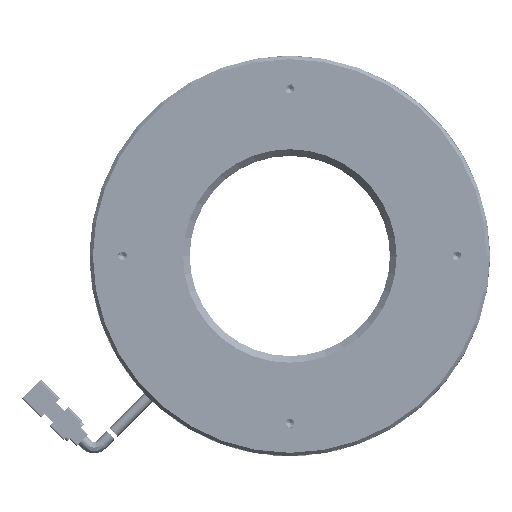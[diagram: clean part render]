
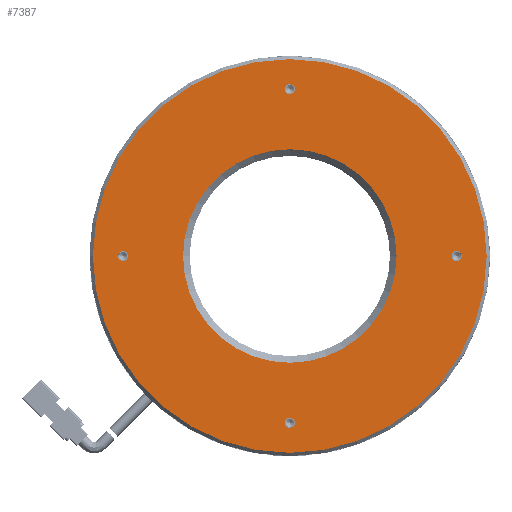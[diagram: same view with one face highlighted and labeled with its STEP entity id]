
A CAD part, front view. The second image highlights one B-rep face of the part: STEP entity #7387.
In plain terms, the highlighted planar face has unit normal (0, -1, 0).
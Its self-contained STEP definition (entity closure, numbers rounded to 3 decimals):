
#1012 = VERTEX_POINT ( 'NONE', #174579 ) ;
#1268 = DIRECTION ( 'NONE',  ( 0., -1., 0. ) ) ;
#4455 = CARTESIAN_POINT ( 'NONE',  ( 16.276, 5.349, 14.162 ) ) ;
#7346 = DIRECTION ( 'NONE',  ( 0., 0., -1. ) ) ;
#7387 = ADVANCED_FACE ( 'NONE', ( #82938, #134987, #238763, #30989, #232636, #37145 ), #110995, .F. ) ;
#7444 = AXIS2_PLACEMENT_3D ( 'NONE', #157778, #40621, #177312 ) ;
#9343 = EDGE_CURVE ( 'NONE', #181371, #175985, #194973, .T. ) ;
#11123 = CIRCLE ( 'NONE', #228200, 1.5 ) ;
#11451 = CARTESIAN_POINT ( 'NONE',  ( -33.724, 5.349, -35.838 ) ) ;
#21118 = CARTESIAN_POINT ( 'NONE',  ( -33.724, 5.349, -17.838 ) ) ;
#21168 = CARTESIAN_POINT ( 'NONE',  ( -33.724, 5.349, 14.162 ) ) ;
#24115 = DIRECTION ( 'NONE',  ( 0., 0., -1. ) ) ;
#29902 = AXIS2_PLACEMENT_3D ( 'NONE', #111391, #247899, #131013 ) ;
#30989 = FACE_BOUND ( 'NONE', #61287, .T. ) ;
#31089 = DIRECTION ( 'NONE',  ( 0., 0., -1. ) ) ;
#31482 = CARTESIAN_POINT ( 'NONE',  ( -33.724, 5.349, -35.838 ) ) ;
#35138 = DIRECTION ( 'NONE',  ( 0., 1., 0. ) ) ;
#37145 = FACE_BOUND ( 'NONE', #181224, .T. ) ;
#40621 = DIRECTION ( 'NONE',  ( 0., -1., 0. ) ) ;
#40783 = VERTEX_POINT ( 'NONE', #160686 ) ;
#40818 = DIRECTION ( 'NONE',  ( 0., 0., 1. ) ) ;
#45505 = VERTEX_POINT ( 'NONE', #54097 ) ;
#45640 = AXIS2_PLACEMENT_3D ( 'NONE', #152243, #35138, #171852 ) ;
#47304 = EDGE_CURVE ( 'NONE', #210000, #101248, #87680, .T. ) ;
#51125 = DIRECTION ( 'NONE',  ( 0., 0., -1. ) ) ;
#54097 = CARTESIAN_POINT ( 'NONE',  ( -83.724, 5.349, 15.662 ) ) ;
#54332 = CARTESIAN_POINT ( 'NONE',  ( -33.724, 5.349, 46.162 ) ) ;
#61287 = EDGE_LOOP ( 'NONE', ( #237606, #247864 ) ) ;
#67829 = EDGE_LOOP ( 'NONE', ( #244660, #200051 ) ) ;
#72430 = DIRECTION ( 'NONE',  ( 0., 1., 0. ) ) ;
#79502 = VERTEX_POINT ( 'NONE', #21118 ) ;
#80571 = AXIS2_PLACEMENT_3D ( 'NONE', #241319, #124391, #7346 ) ;
#80664 = CARTESIAN_POINT ( 'NONE',  ( -33.724, 5.349, 62.662 ) ) ;
#82461 = ORIENTED_EDGE ( 'NONE', *, *, #47304, .F. ) ;
#82938 = FACE_BOUND ( 'NONE', #226598, .T. ) ;
#83745 = CARTESIAN_POINT ( 'NONE',  ( 16.276, 5.349, 15.662 ) ) ;
#85661 = CIRCLE ( 'NONE', #108345, 1.5 ) ;
#87680 = CIRCLE ( 'NONE', #140613, 1.5 ) ;
#91261 = CARTESIAN_POINT ( 'NONE',  ( -33.724, 5.349, -37.338 ) ) ;
#91438 = CARTESIAN_POINT ( 'NONE',  ( 16.276, 5.349, 14.162 ) ) ;
#91738 = DIRECTION ( 'NONE',  ( 0., -1., 0. ) ) ;
#92597 = DIRECTION ( 'NONE',  ( 0., -1., 0. ) ) ;
#98769 = CARTESIAN_POINT ( 'NONE',  ( -33.724, 5.349, 65.662 ) ) ;
#99103 = AXIS2_PLACEMENT_3D ( 'NONE', #21168, #157978, #40818 ) ;
#101248 = VERTEX_POINT ( 'NONE', #220377 ) ;
#103595 = EDGE_CURVE ( 'NONE', #235873, #79502, #160078, .T. ) ;
#104310 = CIRCLE ( 'NONE', #152775, 1.5 ) ;
#107698 = ORIENTED_EDGE ( 'NONE', *, *, #220998, .F. ) ;
#108345 = AXIS2_PLACEMENT_3D ( 'NONE', #11451, #148138, #31089 ) ;
#110995 = PLANE ( 'NONE',  #134357 ) ;
#111142 = DIRECTION ( 'NONE',  ( 0., 0., -1. ) ) ;
#111391 = CARTESIAN_POINT ( 'NONE',  ( -33.724, 5.349, 64.162 ) ) ;
#112591 = ORIENTED_EDGE ( 'NONE', *, *, #218861, .F. ) ;
#114619 = CIRCLE ( 'NONE', #99103, 59. ) ;
#118350 = CARTESIAN_POINT ( 'NONE',  ( -83.724, 5.349, 14.162 ) ) ;
#121122 = AXIS2_PLACEMENT_3D ( 'NONE', #118350, #1268, #138052 ) ;
#121722 = VERTEX_POINT ( 'NONE', #240366 ) ;
#124391 = DIRECTION ( 'NONE',  ( 0., -1., 0. ) ) ;
#131013 = DIRECTION ( 'NONE',  ( 0., 0., -1. ) ) ;
#132728 = AXIS2_PLACEMENT_3D ( 'NONE', #91438, #227937, #111142 ) ;
#134357 = AXIS2_PLACEMENT_3D ( 'NONE', #189519, #72430, #208969 ) ;
#134987 = FACE_BOUND ( 'NONE', #67829, .T. ) ;
#138052 = DIRECTION ( 'NONE',  ( 0., 0., -1. ) ) ;
#139650 = ORIENTED_EDGE ( 'NONE', *, *, #241935, .F. ) ;
#140613 = AXIS2_PLACEMENT_3D ( 'NONE', #4455, #141256, #24115 ) ;
#141256 = DIRECTION ( 'NONE',  ( 0., -1., 0. ) ) ;
#148138 = DIRECTION ( 'NONE',  ( 0., -1., 0. ) ) ;
#152243 = CARTESIAN_POINT ( 'NONE',  ( -33.724, 5.349, 14.162 ) ) ;
#152775 = AXIS2_PLACEMENT_3D ( 'NONE', #208606, #91738, #228240 ) ;
#156180 = CARTESIAN_POINT ( 'NONE',  ( -33.724, 5.349, -34.338 ) ) ;
#157001 = ORIENTED_EDGE ( 'NONE', *, *, #103595, .F. ) ;
#157669 = EDGE_LOOP ( 'NONE', ( #212684, #82461 ) ) ;
#157778 = CARTESIAN_POINT ( 'NONE',  ( -33.724, 5.349, 14.162 ) ) ;
#157978 = DIRECTION ( 'NONE',  ( 0., 1., 0. ) ) ;
#160078 = CIRCLE ( 'NONE', #80571, 32. ) ;
#160686 = CARTESIAN_POINT ( 'NONE',  ( -33.724, 5.349, -44.838 ) ) ;
#161852 = VERTEX_POINT ( 'NONE', #80664 ) ;
#162106 = EDGE_CURVE ( 'NONE', #245289, #161852, #104310, .T. ) ;
#164879 = EDGE_CURVE ( 'NONE', #1012, #40783, #243508, .T. ) ;
#168244 = DIRECTION ( 'NONE',  ( 0., -1., 0. ) ) ;
#170869 = EDGE_CURVE ( 'NONE', #161852, #245289, #233847, .T. ) ;
#171852 = DIRECTION ( 'NONE',  ( 0., 0., 1. ) ) ;
#172137 = EDGE_CURVE ( 'NONE', #79502, #235873, #229462, .T. ) ;
#173230 = EDGE_LOOP ( 'NONE', ( #193821, #112591 ) ) ;
#174579 = CARTESIAN_POINT ( 'NONE',  ( -33.724, 5.349, 73.162 ) ) ;
#175985 = VERTEX_POINT ( 'NONE', #156180 ) ;
#177312 = DIRECTION ( 'NONE',  ( 0., 0., -1. ) ) ;
#178209 = EDGE_CURVE ( 'NONE', #175985, #181371, #85661, .T. ) ;
#181224 = EDGE_LOOP ( 'NONE', ( #220537, #157001 ) ) ;
#181371 = VERTEX_POINT ( 'NONE', #91261 ) ;
#189519 = CARTESIAN_POINT ( 'NONE',  ( -3.724, 5.349, 14.162 ) ) ;
#193821 = ORIENTED_EDGE ( 'NONE', *, *, #164879, .F. ) ;
#194973 = CIRCLE ( 'NONE', #209555, 1.5 ) ;
#200051 = ORIENTED_EDGE ( 'NONE', *, *, #162106, .F. ) ;
#208606 = CARTESIAN_POINT ( 'NONE',  ( -33.724, 5.349, 64.162 ) ) ;
#208969 = DIRECTION ( 'NONE',  ( 0., 0., 1. ) ) ;
#209446 = CARTESIAN_POINT ( 'NONE',  ( -83.724, 5.349, 14.162 ) ) ;
#209555 = AXIS2_PLACEMENT_3D ( 'NONE', #31482, #168244, #51125 ) ;
#210000 = VERTEX_POINT ( 'NONE', #83745 ) ;
#212684 = ORIENTED_EDGE ( 'NONE', *, *, #248996, .F. ) ;
#218861 = EDGE_CURVE ( 'NONE', #40783, #1012, #114619, .T. ) ;
#219798 = CIRCLE ( 'NONE', #121122, 1.5 ) ;
#220377 = CARTESIAN_POINT ( 'NONE',  ( 16.276, 5.349, 12.662 ) ) ;
#220537 = ORIENTED_EDGE ( 'NONE', *, *, #172137, .F. ) ;
#220998 = EDGE_CURVE ( 'NONE', #121722, #45505, #219798, .T. ) ;
#226598 = EDGE_LOOP ( 'NONE', ( #107698, #139650 ) ) ;
#227937 = DIRECTION ( 'NONE',  ( 0., -1., 0. ) ) ;
#228200 = AXIS2_PLACEMENT_3D ( 'NONE', #209446, #92597, #229080 ) ;
#228240 = DIRECTION ( 'NONE',  ( 0., 0., -1. ) ) ;
#229080 = DIRECTION ( 'NONE',  ( 0., 0., -1. ) ) ;
#229462 = CIRCLE ( 'NONE', #7444, 32. ) ;
#232636 = FACE_OUTER_BOUND ( 'NONE', #173230, .T. ) ;
#233847 = CIRCLE ( 'NONE', #29902, 1.5 ) ;
#235873 = VERTEX_POINT ( 'NONE', #54332 ) ;
#237606 = ORIENTED_EDGE ( 'NONE', *, *, #9343, .F. ) ;
#238763 = FACE_BOUND ( 'NONE', #157669, .T. ) ;
#240366 = CARTESIAN_POINT ( 'NONE',  ( -83.724, 5.349, 12.662 ) ) ;
#241319 = CARTESIAN_POINT ( 'NONE',  ( -33.724, 5.349, 14.162 ) ) ;
#241935 = EDGE_CURVE ( 'NONE', #45505, #121722, #11123, .T. ) ;
#243508 = CIRCLE ( 'NONE', #45640, 59. ) ;
#244660 = ORIENTED_EDGE ( 'NONE', *, *, #170869, .F. ) ;
#244890 = CIRCLE ( 'NONE', #132728, 1.5 ) ;
#245289 = VERTEX_POINT ( 'NONE', #98769 ) ;
#247864 = ORIENTED_EDGE ( 'NONE', *, *, #178209, .F. ) ;
#247899 = DIRECTION ( 'NONE',  ( 0., -1., 0. ) ) ;
#248996 = EDGE_CURVE ( 'NONE', #101248, #210000, #244890, .T. ) ;
